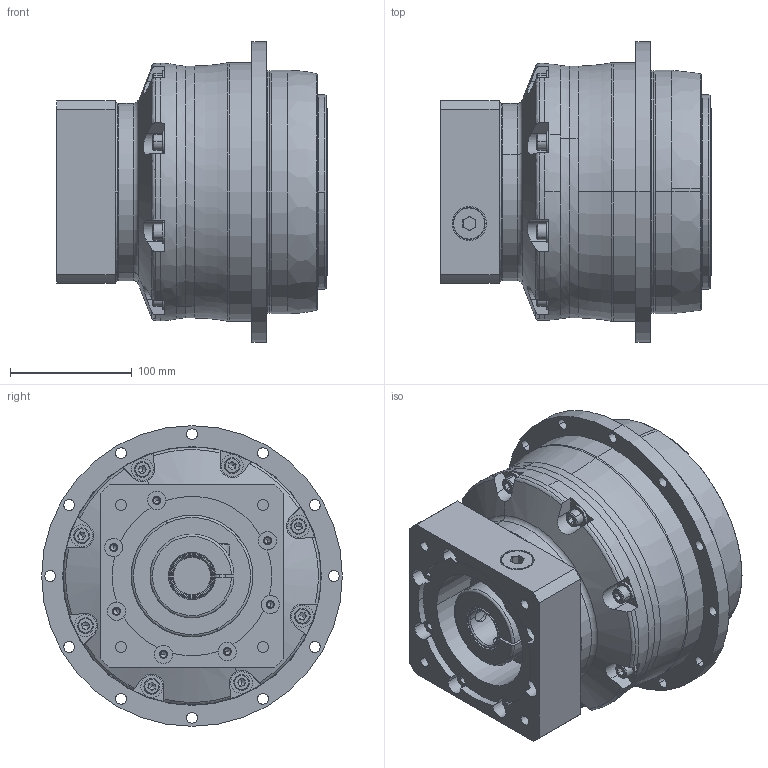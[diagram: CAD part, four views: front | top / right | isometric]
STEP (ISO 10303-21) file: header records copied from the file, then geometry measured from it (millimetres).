
FILE_DESCRIPTION( ( 'STEP AP214' ), '1' );
FILE_NAME( 'EXPORT\TP110S-MF2-70-0I0.stp', ' ', ( 'Do not know which catalouge writes this.' ), ( 'it-motive AG' ), 'XStep 1.0', 'itm_Acis_A0012R.dll, release version', ' ' );
FILE_SCHEMA( ( 'automotive_design' ) );
Length unit declared in the file: millimetre
Products named in the file (5): 85433464GETRIEBE; prad5951en88; 85406536ADAPTERPLA; 87481208VERSCHLUSS; VSTI_M20X1_5
Bounding box: 222.4 x 247 x 247 mm (x, y, z)
Volume: 6012911.2 mm3; surface area: 342661.4 mm2
Topology: 5 solids, 5 shells, 687 faces, 1650 edges, 980 vertices
Faces by surface type: cylinder 276, plane 209, cone 118, torus 84
Entity records: 39856 total; most frequent: CARTESIAN_POINT 5318, DIRECTION 3655, STYLED_ITEM 3254, PRESENTATION_STYLE_ASSIGNMENT 3254, COLOUR_RGB 3254, ORIENTED_EDGE 3168, EDGE_CURVE 1584, CURVE_STYLE 1584
